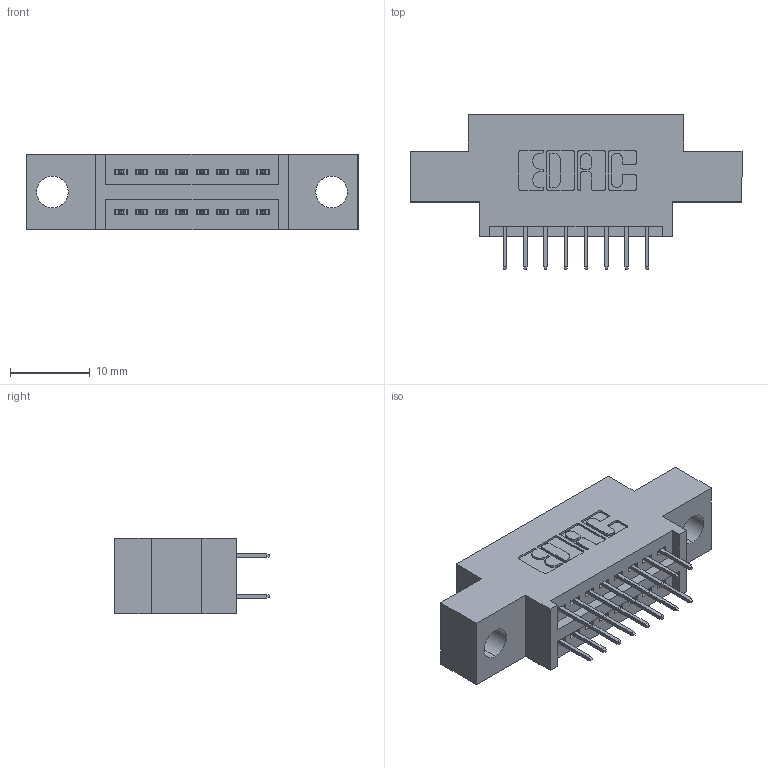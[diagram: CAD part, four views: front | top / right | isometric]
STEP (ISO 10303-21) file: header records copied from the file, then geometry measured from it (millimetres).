
FILE_DESCRIPTION (( 'STEP AP203' ), '1' );
FILE_NAME ('395-016-524-804.STEP', '2021-06-14T18:13:19', ( '' ), ( '' ), 'SwSTEP 2.0', 'SolidWorks 2020', '' );
FILE_SCHEMA (( 'CONFIG_CONTROL_DESIGN' ));
Length unit declared in the file: inch
Products named in the file (3): 345 Part_0.170 Offset - 0.156 Dia-TI; 395-016-524-804; 345-292-001_345-293-124
Assembly tree (17 placements, depth 2):
  395-016-524-804
    345 Part_0.170 Offset - 0.156 Dia-TI
    345-292-001_345-293-124  x16
Bounding box: 41.53 x 19.35 x 9.4 mm (x, y, z)
Volume: 3475 mm3; surface area: 4409.3 mm2
Topology: 17 solids, 17 shells, 1008 faces, 2837 edges, 1826 vertices
Faces by surface type: plane 722, cylinder 286
Entity records: 11479 total; most frequent: CARTESIAN_POINT 1962, ORIENTED_EDGE 1894, DIRECTION 1771, EDGE_CURVE 947, VECTOR 787, LINE 787, VERTEX_POINT 626, AXIS2_PLACEMENT_3D 492
